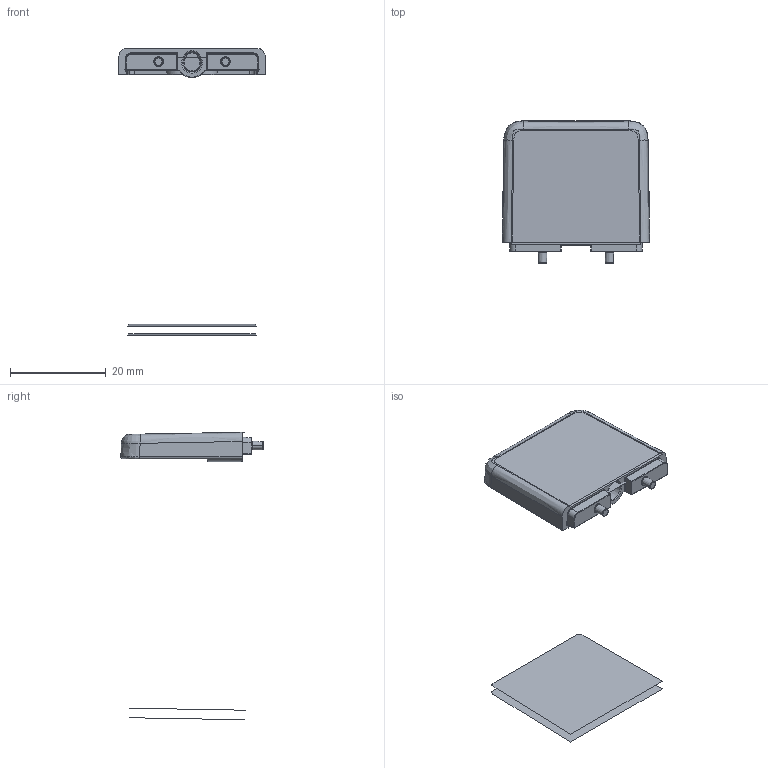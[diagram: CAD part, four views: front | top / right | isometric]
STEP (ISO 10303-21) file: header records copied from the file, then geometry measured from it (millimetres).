
FILE_DESCRIPTION((''),'2;1');
FILE_NAME('FOOT_COVER_00G','2015-11-19T',('simon.baumgartner'),(''),'PRO/ENGINEER BY PARAMETRIC TECHNOLOGY CORPORATION, 2014430','PRO/ENGINEER BY PARAMETRIC TECHNOLOGY CORPORATION, 2014430','');
FILE_SCHEMA(('CONFIG_CONTROL_DESIGN'));
Length unit declared in the file: millimetre
Products named in the file (1): FOOT_COVER_00G
Bounding box: 30.94 x 29.78 x 60.2 mm (x, y, z)
Volume: 2228.5 mm3; surface area: 6478.9 mm2
Topology: 1 solids, 11 shells, 283 faces, 671 edges, 406 vertices
Faces by surface type: bspline 103, cylinder 72, plane 58, torus 23, cone 16, sphere 6, extrusion 5
Entity records: 14622 total; most frequent: CARTESIAN_POINT 8920, ORIENTED_EDGE 1286, DIRECTION 956, EDGE_CURVE 671, VERTEX_POINT 406, AXIS2_PLACEMENT_3D 361, EDGE_LOOP 291, FACE_OUTER_BOUND 283
